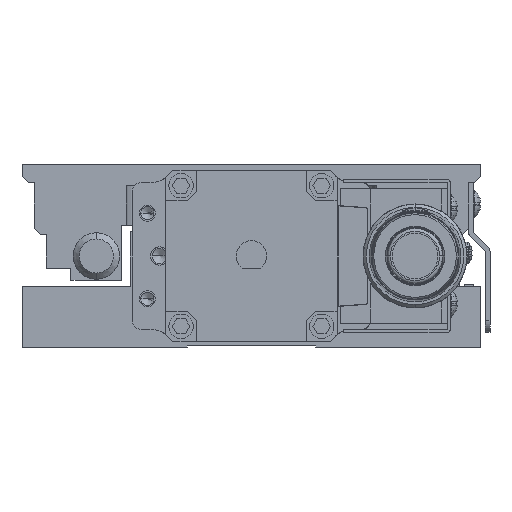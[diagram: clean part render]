
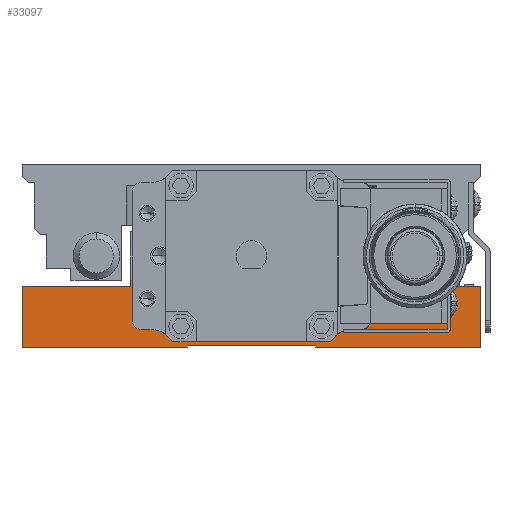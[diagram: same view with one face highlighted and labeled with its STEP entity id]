
A CAD part, left-side view. The second image highlights one B-rep face of the part: STEP entity #33097.
In plain terms, the highlighted planar face has unit normal (-1, 0, 0).
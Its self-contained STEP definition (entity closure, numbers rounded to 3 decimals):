
#374 = LINE ( 'NONE', #36776, #41377 ) ;
#698 = DIRECTION ( 'NONE',  ( 0., 0., -1. ) ) ;
#776 = EDGE_CURVE ( 'NONE', #10936, #33477, #29801, .T. ) ;
#826 = DIRECTION ( 'NONE',  ( 0., 0., -1. ) ) ;
#1300 = EDGE_CURVE ( 'NONE', #36864, #5073, #12716, .T. ) ;
#1805 = LINE ( 'NONE', #8809, #23053 ) ;
#1816 = CARTESIAN_POINT ( 'NONE',  ( -105., -37.5, 0. ) ) ;
#3002 = EDGE_CURVE ( 'NONE', #34124, #5621, #39421, .T. ) ;
#3060 = VECTOR ( 'NONE', #698, 1000. ) ;
#3127 = VERTEX_POINT ( 'NONE', #30711 ) ;
#4368 = LINE ( 'NONE', #21963, #34701 ) ;
#5073 = VERTEX_POINT ( 'NONE', #17949 ) ;
#5386 = DIRECTION ( 'NONE',  ( 0., 0., -1. ) ) ;
#5389 = LINE ( 'NONE', #9449, #28602 ) ;
#5573 = DIRECTION ( 'NONE',  ( 0., 1., 0. ) ) ;
#5621 = VERTEX_POINT ( 'NONE', #18317 ) ;
#5839 = CARTESIAN_POINT ( 'NONE',  ( -105., -19.8, 11. ) ) ;
#6692 = AXIS2_PLACEMENT_3D ( 'NONE', #37268, #30609, #10952 ) ;
#7797 = DIRECTION ( 'NONE',  ( 0., 1., 0. ) ) ;
#7880 = VECTOR ( 'NONE', #33679, 1000. ) ;
#8186 = VECTOR ( 'NONE', #7797, 1000. ) ;
#8478 = CARTESIAN_POINT ( 'NONE',  ( -105., 19.8, 5.5 ) ) ;
#8809 = CARTESIAN_POINT ( 'NONE',  ( -105., 37.5, 0. ) ) ;
#9147 = EDGE_CURVE ( 'NONE', #24814, #3127, #4368, .T. ) ;
#9449 = CARTESIAN_POINT ( 'NONE',  ( -105., -19.8, 5.5 ) ) ;
#9536 = EDGE_CURVE ( 'NONE', #37419, #10936, #38247, .T. ) ;
#10936 = VERTEX_POINT ( 'NONE', #28825 ) ;
#10952 = DIRECTION ( 'NONE',  ( 0., 1., 0. ) ) ;
#11082 = CARTESIAN_POINT ( 'NONE',  ( -105., -10.5, 0.3 ) ) ;
#11220 = ORIENTED_EDGE ( 'NONE', *, *, #15716, .T. ) ;
#11684 = VECTOR ( 'NONE', #41184, 1000. ) ;
#11706 = ORIENTED_EDGE ( 'NONE', *, *, #33174, .T. ) ;
#11883 = LINE ( 'NONE', #32690, #40270 ) ;
#12280 = CARTESIAN_POINT ( 'NONE',  ( -105., -19.8, 11. ) ) ;
#12316 = VERTEX_POINT ( 'NONE', #14867 ) ;
#12716 = LINE ( 'NONE', #27970, #11684 ) ;
#12915 = DIRECTION ( 'NONE',  ( 0., -1., 0. ) ) ;
#12923 = CARTESIAN_POINT ( 'NONE',  ( -105., 37.5, 0. ) ) ;
#13596 = VECTOR ( 'NONE', #5573, 1000. ) ;
#13918 = CARTESIAN_POINT ( 'NONE',  ( -105., -19.5, 11. ) ) ;
#14417 = VECTOR ( 'NONE', #826, 1000. ) ;
#14684 = LINE ( 'NONE', #16507, #3060 ) ;
#14867 = CARTESIAN_POINT ( 'NONE',  ( -105., 10.5, 0.3 ) ) ;
#15523 = EDGE_CURVE ( 'NONE', #12316, #26227, #374, .T. ) ;
#15716 = EDGE_CURVE ( 'NONE', #29731, #20515, #5389, .T. ) ;
#15969 = VERTEX_POINT ( 'NONE', #33168 ) ;
#16004 = EDGE_CURVE ( 'NONE', #24814, #34124, #41289, .T. ) ;
#16086 = ORIENTED_EDGE ( 'NONE', *, *, #9536, .T. ) ;
#16507 = CARTESIAN_POINT ( 'NONE',  ( -105., 10.5, 0.15 ) ) ;
#16540 = ORIENTED_EDGE ( 'NONE', *, *, #776, .T. ) ;
#17106 = DIRECTION ( 'NONE',  ( 0., -1., 0. ) ) ;
#17124 = LINE ( 'NONE', #21536, #13596 ) ;
#17949 = CARTESIAN_POINT ( 'NONE',  ( -105., -37.5, 10. ) ) ;
#18317 = CARTESIAN_POINT ( 'NONE',  ( -105., 10.5, 0. ) ) ;
#18608 = VECTOR ( 'NONE', #35543, 1000. ) ;
#20515 = VERTEX_POINT ( 'NONE', #12280 ) ;
#21536 = CARTESIAN_POINT ( 'NONE',  ( -105., -19.8, 11. ) ) ;
#21963 = CARTESIAN_POINT ( 'NONE',  ( -105., 28.5, 10. ) ) ;
#23053 = VECTOR ( 'NONE', #34700, 1000. ) ;
#24381 = ORIENTED_EDGE ( 'NONE', *, *, #36251, .T. ) ;
#24483 = CARTESIAN_POINT ( 'NONE',  ( -105., -19.8, 11. ) ) ;
#24814 = VERTEX_POINT ( 'NONE', #34813 ) ;
#25144 = ORIENTED_EDGE ( 'NONE', *, *, #15523, .T. ) ;
#26227 = VERTEX_POINT ( 'NONE', #11082 ) ;
#26681 = EDGE_CURVE ( 'NONE', #5073, #29731, #39607, .T. ) ;
#26818 = ORIENTED_EDGE ( 'NONE', *, *, #3002, .T. ) ;
#27970 = CARTESIAN_POINT ( 'NONE',  ( -105., -37.5, 3.75 ) ) ;
#28287 = EDGE_LOOP ( 'NONE', ( #32815, #31680, #11220, #11706, #16086, #16540, #24381, #28888, #40106, #26818, #38634, #25144, #33449, #31050 ) ) ;
#28602 = VECTOR ( 'NONE', #34896, 1000. ) ;
#28712 = DIRECTION ( 'NONE',  ( 0., 1., 0. ) ) ;
#28778 = VECTOR ( 'NONE', #28712, 1000. ) ;
#28825 = CARTESIAN_POINT ( 'NONE',  ( -105., 19.5, 11. ) ) ;
#28888 = ORIENTED_EDGE ( 'NONE', *, *, #9147, .F. ) ;
#29731 = VERTEX_POINT ( 'NONE', #34905 ) ;
#29801 = LINE ( 'NONE', #5839, #28778 ) ;
#29863 = DIRECTION ( 'NONE',  ( 0., 0., 1. ) ) ;
#30354 = CARTESIAN_POINT ( 'NONE',  ( -105., 37.5, 3.75 ) ) ;
#30609 = DIRECTION ( 'NONE',  ( -1., 0., 0. ) ) ;
#30711 = CARTESIAN_POINT ( 'NONE',  ( -105., 19.8, 10. ) ) ;
#30880 = PLANE ( 'NONE',  #6692 ) ;
#31050 = ORIENTED_EDGE ( 'NONE', *, *, #39130, .T. ) ;
#31680 = ORIENTED_EDGE ( 'NONE', *, *, #26681, .T. ) ;
#32676 = CARTESIAN_POINT ( 'NONE',  ( -105., 19.8, 11. ) ) ;
#32690 = CARTESIAN_POINT ( 'NONE',  ( -105., -10.5, 0.15 ) ) ;
#32815 = ORIENTED_EDGE ( 'NONE', *, *, #1300, .T. ) ;
#33097 = ADVANCED_FACE ( 'NONE', ( #37398 ), #30880, .T. ) ;
#33168 = CARTESIAN_POINT ( 'NONE',  ( -105., -10.5, 0. ) ) ;
#33174 = EDGE_CURVE ( 'NONE', #20515, #37419, #17124, .T. ) ;
#33449 = ORIENTED_EDGE ( 'NONE', *, *, #39520, .F. ) ;
#33477 = VERTEX_POINT ( 'NONE', #32676 ) ;
#33679 = DIRECTION ( 'NONE',  ( 0., 1., 0. ) ) ;
#34124 = VERTEX_POINT ( 'NONE', #37461 ) ;
#34700 = DIRECTION ( 'NONE',  ( 0., -1., 0. ) ) ;
#34701 = VECTOR ( 'NONE', #12915, 1000. ) ;
#34813 = CARTESIAN_POINT ( 'NONE',  ( -105., 37.5, 10. ) ) ;
#34896 = DIRECTION ( 'NONE',  ( 0., 0., 1. ) ) ;
#34905 = CARTESIAN_POINT ( 'NONE',  ( -105., -19.8, 10. ) ) ;
#34959 = VECTOR ( 'NONE', #5386, 1000. ) ;
#35543 = DIRECTION ( 'NONE',  ( 0., -1., 0. ) ) ;
#36251 = EDGE_CURVE ( 'NONE', #33477, #3127, #37503, .T. ) ;
#36624 = EDGE_CURVE ( 'NONE', #12316, #5621, #14684, .T. ) ;
#36776 = CARTESIAN_POINT ( 'NONE',  ( -105., 10.5, 0.3 ) ) ;
#36864 = VERTEX_POINT ( 'NONE', #1816 ) ;
#37268 = CARTESIAN_POINT ( 'NONE',  ( -105., 37.5, 3.75 ) ) ;
#37398 = FACE_OUTER_BOUND ( 'NONE', #28287, .T. ) ;
#37419 = VERTEX_POINT ( 'NONE', #13918 ) ;
#37461 = CARTESIAN_POINT ( 'NONE',  ( -105., 37.5, 0. ) ) ;
#37503 = LINE ( 'NONE', #8478, #34959 ) ;
#38247 = LINE ( 'NONE', #24483, #7880 ) ;
#38634 = ORIENTED_EDGE ( 'NONE', *, *, #36624, .F. ) ;
#39130 = EDGE_CURVE ( 'NONE', #15969, #36864, #1805, .T. ) ;
#39421 = LINE ( 'NONE', #12923, #18608 ) ;
#39520 = EDGE_CURVE ( 'NONE', #15969, #26227, #11883, .T. ) ;
#39607 = LINE ( 'NONE', #40099, #8186 ) ;
#40099 = CARTESIAN_POINT ( 'NONE',  ( -105., -28.5, 10. ) ) ;
#40106 = ORIENTED_EDGE ( 'NONE', *, *, #16004, .T. ) ;
#40270 = VECTOR ( 'NONE', #29863, 1000. ) ;
#41184 = DIRECTION ( 'NONE',  ( 0., 0., 1. ) ) ;
#41289 = LINE ( 'NONE', #30354, #14417 ) ;
#41377 = VECTOR ( 'NONE', #17106, 1000. ) ;
